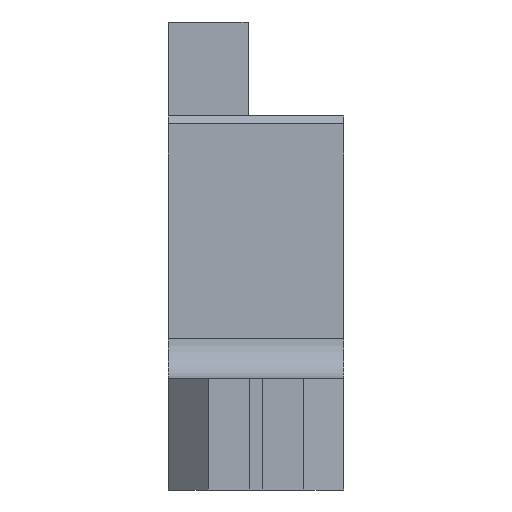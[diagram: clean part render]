
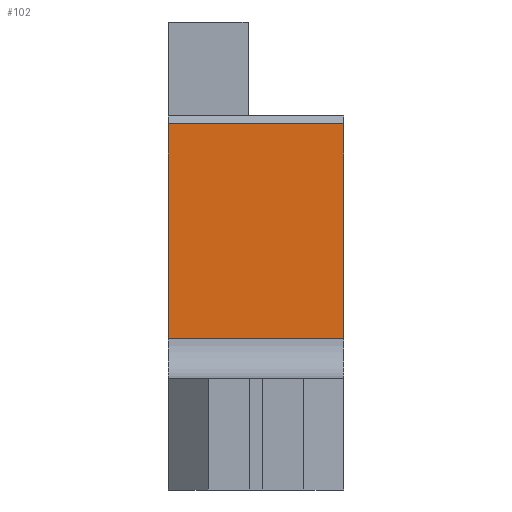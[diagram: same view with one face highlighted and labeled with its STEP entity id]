
A CAD part, front view. The second image highlights one B-rep face of the part: STEP entity #102.
In plain terms, the highlighted planar face has unit normal (0, -1, 0).
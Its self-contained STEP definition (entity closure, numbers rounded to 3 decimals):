
#102 = ADVANCED_FACE( '', ( #193 ), #194, .F. );
#193 = FACE_OUTER_BOUND( '', #324, .T. );
#194 = PLANE( '', #325 );
#324 = EDGE_LOOP( '', ( #638, #639, #640, #641 ) );
#325 = AXIS2_PLACEMENT_3D( '', #642, #643, #644 );
#638 = ORIENTED_EDGE( '', *, *, #1025, .T. );
#639 = ORIENTED_EDGE( '', *, *, #1039, .F. );
#640 = ORIENTED_EDGE( '', *, *, #1040, .F. );
#641 = ORIENTED_EDGE( '', *, *, #1037, .T. );
#642 = CARTESIAN_POINT( '', ( 11., -11., -6.4 ) );
#643 = DIRECTION( '', ( 0., 1., 0. ) );
#644 = DIRECTION( '', ( 0., 0., 1. ) );
#1025 = EDGE_CURVE( '', #1261, #1259, #1262, .T. );
#1037 = EDGE_CURVE( '', #1280, #1261, #1281, .T. );
#1039 = EDGE_CURVE( '', #1283, #1259, #1284, .T. );
#1040 = EDGE_CURVE( '', #1280, #1283, #1285, .T. );
#1259 = VERTEX_POINT( '', #1620 );
#1261 = VERTEX_POINT( '', #1622 );
#1262 = LINE( '', #1623, #1624 );
#1280 = VERTEX_POINT( '', #1653 );
#1281 = LINE( '', #1654, #1655 );
#1283 = VERTEX_POINT( '', #1658 );
#1284 = LINE( '', #1659, #1660 );
#1285 = LINE( '', #1661, #1662 );
#1620 = CARTESIAN_POINT( '', ( 0., -11., -19.9 ) );
#1622 = CARTESIAN_POINT( '', ( 0., -11., -6.4 ) );
#1623 = CARTESIAN_POINT( '', ( 0., -11., -6.4 ) );
#1624 = VECTOR( '', #1981, 1000. );
#1653 = CARTESIAN_POINT( '', ( 11., -11., -6.4 ) );
#1654 = CARTESIAN_POINT( '', ( 11., -11., -6.4 ) );
#1655 = VECTOR( '', #1993, 1000. );
#1658 = CARTESIAN_POINT( '', ( 11., -11., -19.9 ) );
#1659 = CARTESIAN_POINT( '', ( 11., -11., -19.9 ) );
#1660 = VECTOR( '', #1995, 1000. );
#1661 = CARTESIAN_POINT( '', ( 11., -11., -6.4 ) );
#1662 = VECTOR( '', #1996, 1000. );
#1981 = DIRECTION( '', ( 0., 0., -1. ) );
#1993 = DIRECTION( '', ( -1., 0., 0. ) );
#1995 = DIRECTION( '', ( -1., 0., 0. ) );
#1996 = DIRECTION( '', ( 0., 0., -1. ) );
